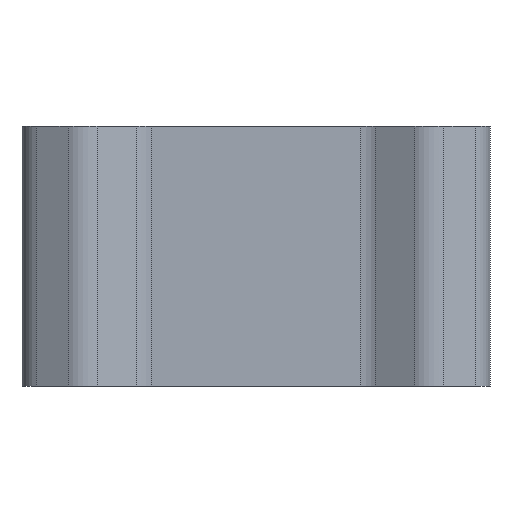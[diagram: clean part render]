
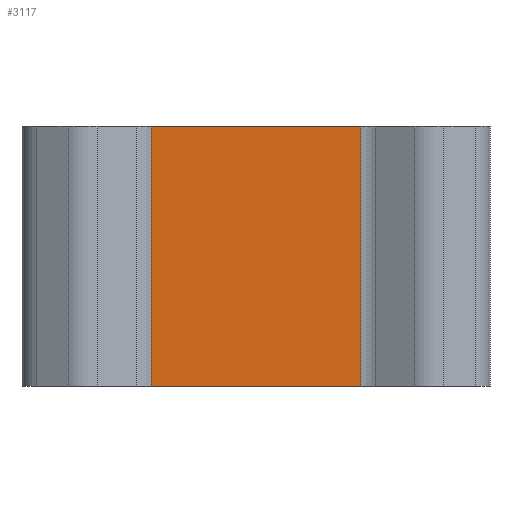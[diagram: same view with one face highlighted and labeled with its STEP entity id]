
A CAD part, left-side view. The second image highlights one B-rep face of the part: STEP entity #3117.
In plain terms, the highlighted planar face has unit normal (-1, 0, 0).
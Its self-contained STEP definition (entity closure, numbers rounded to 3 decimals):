
#22 = VERTEX_POINT('',#23);
#23 = CARTESIAN_POINT('',(26.088,18.16,35.));
#33 = PLANE('',#34);
#34 = AXIS2_PLACEMENT_3D('',#35,#36,#37);
#35 = CARTESIAN_POINT('',(32.15,0.,35.));
#36 = DIRECTION('',(0.,0.,1.));
#37 = DIRECTION('',(1.,0.,0.));
#45 = CYLINDRICAL_SURFACE('',#46,5.);
#46 = AXIS2_PLACEMENT_3D('',#47,#48,#49);
#47 = CARTESIAN_POINT('',(21.088,18.16,35.));
#48 = DIRECTION('',(0.,0.,1.));
#49 = DIRECTION('',(1.,0.,0.));
#57 = EDGE_CURVE('',#22,#58,#60,.T.);
#58 = VERTEX_POINT('',#59);
#59 = CARTESIAN_POINT('',(26.088,-18.16,35.));
#60 = SURFACE_CURVE('',#61,(#65,#72),.PCURVE_S1.);
#61 = LINE('',#62,#63);
#62 = CARTESIAN_POINT('',(26.088,19.5,35.));
#63 = VECTOR('',#64,1.);
#64 = DIRECTION('',(0.,-1.,0.));
#65 = PCURVE('',#33,#66);
#66 = DEFINITIONAL_REPRESENTATION('',(#67),#71);
#67 = LINE('',#68,#69);
#68 = CARTESIAN_POINT('',(-6.062,19.5));
#69 = VECTOR('',#70,1.);
#70 = DIRECTION('',(0.,-1.));
#71 = ( GEOMETRIC_REPRESENTATION_CONTEXT(2) 
PARAMETRIC_REPRESENTATION_CONTEXT() REPRESENTATION_CONTEXT('2D SPACE',''
  ) );
#72 = PCURVE('',#73,#78);
#73 = PLANE('',#74);
#74 = AXIS2_PLACEMENT_3D('',#75,#76,#77);
#75 = CARTESIAN_POINT('',(26.088,19.5,35.));
#76 = DIRECTION('',(1.,0.,0.));
#77 = DIRECTION('',(0.,-1.,0.));
#78 = DEFINITIONAL_REPRESENTATION('',(#79),#83);
#79 = LINE('',#80,#81);
#80 = CARTESIAN_POINT('',(0.,0.));
#81 = VECTOR('',#82,1.);
#82 = DIRECTION('',(1.,0.));
#83 = ( GEOMETRIC_REPRESENTATION_CONTEXT(2) 
PARAMETRIC_REPRESENTATION_CONTEXT() REPRESENTATION_CONTEXT('2D SPACE',''
  ) );
#106 = CYLINDRICAL_SURFACE('',#107,5.);
#107 = AXIS2_PLACEMENT_3D('',#108,#109,#110);
#108 = CARTESIAN_POINT('',(21.088,-18.16,35.));
#109 = DIRECTION('',(0.,0.,1.));
#110 = DIRECTION('',(1.,0.,0.));
#1473 = VERTEX_POINT('',#1474);
#1474 = CARTESIAN_POINT('',(26.088,18.16,80.));
#1489 = PLANE('',#1490);
#1490 = AXIS2_PLACEMENT_3D('',#1491,#1492,#1493);
#1491 = CARTESIAN_POINT('',(32.15,0.,80.));
#1492 = DIRECTION('',(0.,0.,1.));
#1493 = DIRECTION('',(1.,0.,0.));
#1501 = EDGE_CURVE('',#22,#1473,#1502,.T.);
#1502 = SURFACE_CURVE('',#1503,(#1507,#1514),.PCURVE_S1.);
#1503 = LINE('',#1504,#1505);
#1504 = CARTESIAN_POINT('',(26.088,18.16,35.));
#1505 = VECTOR('',#1506,1.);
#1506 = DIRECTION('',(0.,0.,1.));
#1507 = PCURVE('',#45,#1508);
#1508 = DEFINITIONAL_REPRESENTATION('',(#1509),#1513);
#1509 = LINE('',#1510,#1511);
#1510 = CARTESIAN_POINT('',(0.,0.));
#1511 = VECTOR('',#1512,1.);
#1512 = DIRECTION('',(0.,1.));
#1513 = ( GEOMETRIC_REPRESENTATION_CONTEXT(2) 
PARAMETRIC_REPRESENTATION_CONTEXT() REPRESENTATION_CONTEXT('2D SPACE',''
  ) );
#1514 = PCURVE('',#73,#1515);
#1515 = DEFINITIONAL_REPRESENTATION('',(#1516),#1520);
#1516 = LINE('',#1517,#1518);
#1517 = CARTESIAN_POINT('',(1.34,0.));
#1518 = VECTOR('',#1519,1.);
#1519 = DIRECTION('',(0.,-1.));
#1520 = ( GEOMETRIC_REPRESENTATION_CONTEXT(2) 
PARAMETRIC_REPRESENTATION_CONTEXT() REPRESENTATION_CONTEXT('2D SPACE',''
  ) );
#3070 = VERTEX_POINT('',#3071);
#3071 = CARTESIAN_POINT('',(26.088,-18.16,80.));
#3097 = EDGE_CURVE('',#58,#3070,#3098,.T.);
#3098 = SURFACE_CURVE('',#3099,(#3103,#3110),.PCURVE_S1.);
#3099 = LINE('',#3100,#3101);
#3100 = CARTESIAN_POINT('',(26.088,-18.16,35.));
#3101 = VECTOR('',#3102,1.);
#3102 = DIRECTION('',(0.,0.,1.));
#3103 = PCURVE('',#106,#3104);
#3104 = DEFINITIONAL_REPRESENTATION('',(#3105),#3109);
#3105 = LINE('',#3106,#3107);
#3106 = CARTESIAN_POINT('',(-0.,0.));
#3107 = VECTOR('',#3108,1.);
#3108 = DIRECTION('',(-0.,1.));
#3109 = ( GEOMETRIC_REPRESENTATION_CONTEXT(2) 
PARAMETRIC_REPRESENTATION_CONTEXT() REPRESENTATION_CONTEXT('2D SPACE',''
  ) );
#3110 = PCURVE('',#73,#3111);
#3111 = DEFINITIONAL_REPRESENTATION('',(#3112),#3116);
#3112 = LINE('',#3113,#3114);
#3113 = CARTESIAN_POINT('',(37.66,0.));
#3114 = VECTOR('',#3115,1.);
#3115 = DIRECTION('',(0.,-1.));
#3116 = ( GEOMETRIC_REPRESENTATION_CONTEXT(2) 
PARAMETRIC_REPRESENTATION_CONTEXT() REPRESENTATION_CONTEXT('2D SPACE',''
  ) );
#3117 = ADVANCED_FACE('',(#3118),#73,.F.);
#3118 = FACE_BOUND('',#3119,.F.);
#3119 = EDGE_LOOP('',(#3120,#3121,#3122,#3143));
#3120 = ORIENTED_EDGE('',*,*,#57,.F.);
#3121 = ORIENTED_EDGE('',*,*,#1501,.T.);
#3122 = ORIENTED_EDGE('',*,*,#3123,.T.);
#3123 = EDGE_CURVE('',#1473,#3070,#3124,.T.);
#3124 = SURFACE_CURVE('',#3125,(#3129,#3136),.PCURVE_S1.);
#3125 = LINE('',#3126,#3127);
#3126 = CARTESIAN_POINT('',(26.088,19.5,80.));
#3127 = VECTOR('',#3128,1.);
#3128 = DIRECTION('',(0.,-1.,0.));
#3129 = PCURVE('',#73,#3130);
#3130 = DEFINITIONAL_REPRESENTATION('',(#3131),#3135);
#3131 = LINE('',#3132,#3133);
#3132 = CARTESIAN_POINT('',(0.,-45.));
#3133 = VECTOR('',#3134,1.);
#3134 = DIRECTION('',(1.,0.));
#3135 = ( GEOMETRIC_REPRESENTATION_CONTEXT(2) 
PARAMETRIC_REPRESENTATION_CONTEXT() REPRESENTATION_CONTEXT('2D SPACE',''
  ) );
#3136 = PCURVE('',#1489,#3137);
#3137 = DEFINITIONAL_REPRESENTATION('',(#3138),#3142);
#3138 = LINE('',#3139,#3140);
#3139 = CARTESIAN_POINT('',(-6.062,19.5));
#3140 = VECTOR('',#3141,1.);
#3141 = DIRECTION('',(0.,-1.));
#3142 = ( GEOMETRIC_REPRESENTATION_CONTEXT(2) 
PARAMETRIC_REPRESENTATION_CONTEXT() REPRESENTATION_CONTEXT('2D SPACE',''
  ) );
#3143 = ORIENTED_EDGE('',*,*,#3097,.F.);
